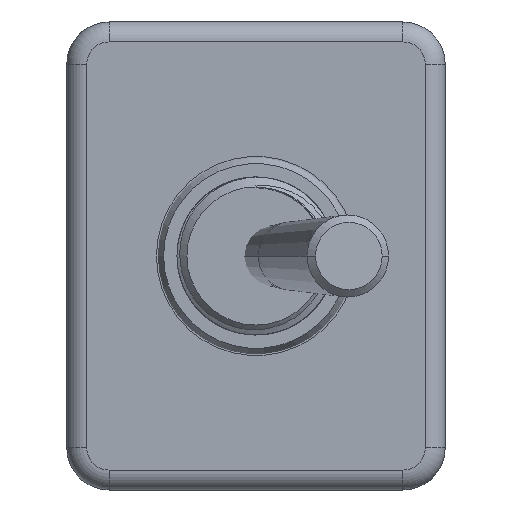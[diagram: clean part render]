
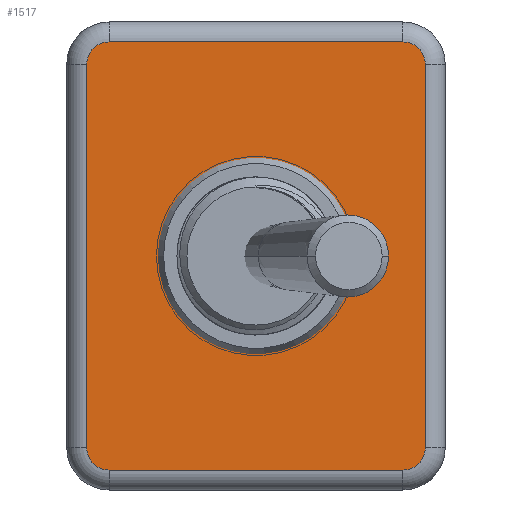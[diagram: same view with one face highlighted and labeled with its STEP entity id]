
A CAD part, front view. The second image highlights one B-rep face of the part: STEP entity #1517.
In plain terms, the highlighted planar face has unit normal (0, -1, 0).
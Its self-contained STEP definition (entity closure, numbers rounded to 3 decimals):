
#72=CARTESIAN_POINT('',(-5.9,-1.7,-12.475));
#73=DIRECTION('',(0.,1.,0.));
#74=DIRECTION('',(0.,0.,-1.));
#75=AXIS2_PLACEMENT_3D('',#72,#73,#74);
#77=CARTESIAN_POINT('',(-5.9,-1.7,2.925));
#78=DIRECTION('',(0.,1.,0.));
#79=DIRECTION('',(-1.,0.,0.));
#80=AXIS2_PLACEMENT_3D('',#77,#78,#79);
#82=CARTESIAN_POINT('',(5.9,-1.7,2.925));
#83=DIRECTION('',(0.,1.,0.));
#84=DIRECTION('',(0.,0.,1.));
#85=AXIS2_PLACEMENT_3D('',#82,#83,#84);
#87=CARTESIAN_POINT('',(5.9,-1.7,-12.475));
#88=DIRECTION('',(0.,1.,0.));
#89=DIRECTION('',(1.,0.,0.));
#90=AXIS2_PLACEMENT_3D('',#87,#88,#89);
#107=DIRECTION('',(1.,0.,0.));
#108=VECTOR('',#107,11.8);
#109=CARTESIAN_POINT('',(-5.9,-1.7,-13.375));
#110=LINE('',#109,#108);
#130=DIRECTION('',(0.,0.,1.));
#131=VECTOR('',#130,15.4);
#132=CARTESIAN_POINT('',(6.8,-1.7,-12.475));
#133=LINE('',#132,#131);
#154=DIRECTION('',(0.,0.,-1.));
#155=VECTOR('',#154,15.4);
#156=CARTESIAN_POINT('',(-6.8,-1.7,2.925));
#157=LINE('',#156,#155);
#185=DIRECTION('',(-1.,0.,0.));
#186=VECTOR('',#185,11.8);
#187=CARTESIAN_POINT('',(5.9,-1.7,3.825));
#188=LINE('',#187,#186);
#1193=CARTESIAN_POINT('',(5.9,-1.7,3.825));
#1194=CARTESIAN_POINT('',(6.8,-1.7,2.925));
#1195=VERTEX_POINT('',#1193);
#1196=VERTEX_POINT('',#1194);
#1197=CARTESIAN_POINT('',(-5.9,-1.7,-13.375));
#1198=CARTESIAN_POINT('',(-6.8,-1.7,-12.475));
#1199=VERTEX_POINT('',#1197);
#1200=VERTEX_POINT('',#1198);
#1201=CARTESIAN_POINT('',(-6.8,-1.7,2.925));
#1202=VERTEX_POINT('',#1201);
#1203=CARTESIAN_POINT('',(-5.9,-1.7,3.825));
#1204=VERTEX_POINT('',#1203);
#1205=CARTESIAN_POINT('',(6.8,-1.7,-12.475));
#1206=VERTEX_POINT('',#1205);
#1207=CARTESIAN_POINT('',(5.9,-1.7,-13.375));
#1208=VERTEX_POINT('',#1207);
#1495=CARTESIAN_POINT('',(0.,-1.7,-4.775));
#1496=DIRECTION('',(0.,1.,0.));
#1497=DIRECTION('',(0.,0.,-1.));
#1498=AXIS2_PLACEMENT_3D('',#1495,#1496,#1497);
#1499=PLANE('',#1498);
#1501=ORIENTED_EDGE('',*,*,#1500,.T.);
#1503=ORIENTED_EDGE('',*,*,#1502,.F.);
#1505=ORIENTED_EDGE('',*,*,#1504,.T.);
#1507=ORIENTED_EDGE('',*,*,#1506,.F.);
#1508=ORIENTED_EDGE('',*,*,#1485,.T.);
#1510=ORIENTED_EDGE('',*,*,#1509,.F.);
#1512=ORIENTED_EDGE('',*,*,#1511,.T.);
#1514=ORIENTED_EDGE('',*,*,#1513,.F.);
#1515=EDGE_LOOP('',(#1501,#1503,#1505,#1507,#1508,#1510,#1512,#1514));
#1516=FACE_OUTER_BOUND('',#1515,.F.);
#1517=ADVANCED_FACE('',(#1516),#1499,.F.);
#76=CIRCLE('',#75,0.9);
#81=CIRCLE('',#80,0.9);
#86=CIRCLE('',#85,0.9);
#91=CIRCLE('',#90,0.9);
#1485=EDGE_CURVE('',#1195,#1196,#86,.T.);
#1500=EDGE_CURVE('',#1199,#1200,#76,.T.);
#1502=EDGE_CURVE('',#1202,#1200,#157,.T.);
#1504=EDGE_CURVE('',#1202,#1204,#81,.T.);
#1506=EDGE_CURVE('',#1195,#1204,#188,.T.);
#1509=EDGE_CURVE('',#1206,#1196,#133,.T.);
#1511=EDGE_CURVE('',#1206,#1208,#91,.T.);
#1513=EDGE_CURVE('',#1199,#1208,#110,.T.);
